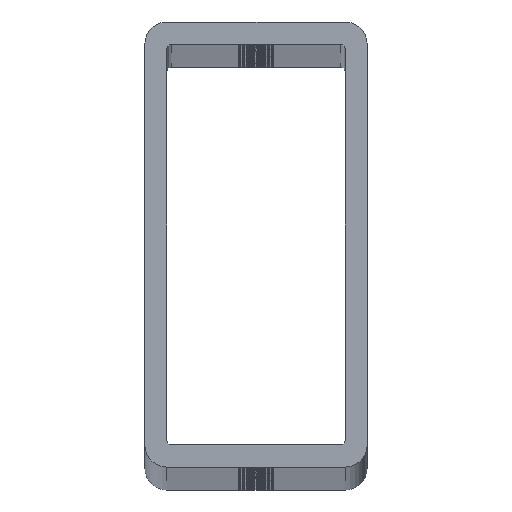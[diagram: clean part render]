
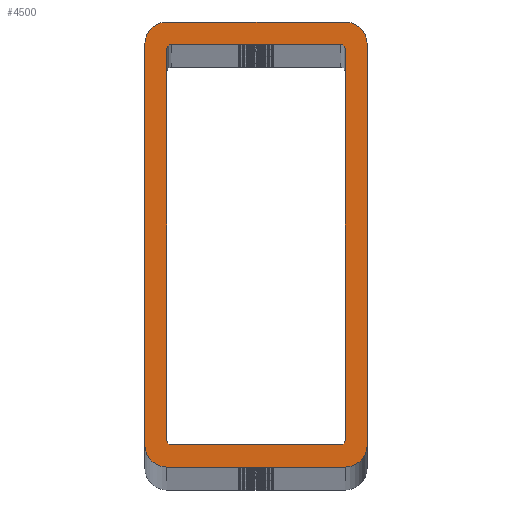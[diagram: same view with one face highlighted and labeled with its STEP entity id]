
A CAD part, top view. The second image highlights one B-rep face of the part: STEP entity #4500.
In plain terms, the highlighted planar face has unit normal (0, 0, 1).
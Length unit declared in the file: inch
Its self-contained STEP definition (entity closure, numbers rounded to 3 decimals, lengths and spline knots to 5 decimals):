
#56 = AXIS2_PLACEMENT_3D ( 'NONE', #4709, #6904, #9064 ) ;
#133 = CIRCLE ( 'NONE', #5154, 0.1 ) ;
#226 = LINE ( 'NONE', #9358, #7691 ) ;
#298 = AXIS2_PLACEMENT_3D ( 'NONE', #2477, #1823, #8216 ) ;
#316 = DIRECTION ( 'NONE',  ( -1., 0., 0. ) ) ;
#409 = EDGE_CURVE ( 'NONE', #2715, #6307, #3280, .T. ) ;
#455 = VERTEX_POINT ( 'NONE', #8772 ) ;
#504 = VERTEX_POINT ( 'NONE', #7427 ) ;
#616 = EDGE_LOOP ( 'NONE', ( #9299, #2050, #8958, #2658, #7289, #6024, #1316, #4478 ) ) ;
#689 = CARTESIAN_POINT ( 'NONE',  ( -0.4, 0.88031, 29.5 ) ) ;
#831 = EDGE_CURVE ( 'NONE', #3312, #9273, #3503, .T. ) ;
#833 = DIRECTION ( 'NONE',  ( 1., 0., 0. ) ) ;
#1010 = DIRECTION ( 'NONE',  ( 1., 0., 0. ) ) ;
#1055 = CARTESIAN_POINT ( 'NONE',  ( 0.5, -0.9, 29.5 ) ) ;
#1077 = CIRCLE ( 'NONE', #7681, 0.1 ) ;
#1243 = CIRCLE ( 'NONE', #3597, 0.01969 ) ;
#1282 = CARTESIAN_POINT ( 'NONE',  ( -0.4, -1., 29.5 ) ) ;
#1298 = CARTESIAN_POINT ( 'NONE',  ( -0.5, -0.9, 29.5 ) ) ;
#1304 = VERTEX_POINT ( 'NONE', #4124 ) ;
#1316 = ORIENTED_EDGE ( 'NONE', *, *, #6908, .F. ) ;
#1334 = AXIS2_PLACEMENT_3D ( 'NONE', #6257, #9099, #4127 ) ;
#1498 = EDGE_LOOP ( 'NONE', ( #3485, #7021, #6451, #5362, #2028, #4680, #8399, #6376 ) ) ;
#1566 = EDGE_CURVE ( 'NONE', #6498, #2655, #8283, .T. ) ;
#1630 = AXIS2_PLACEMENT_3D ( 'NONE', #8484, #4197, #4915 ) ;
#1744 = EDGE_CURVE ( 'NONE', #3312, #455, #3891, .T. ) ;
#1823 = DIRECTION ( 'NONE',  ( 0., 0., 1. ) ) ;
#2027 = VECTOR ( 'NONE', #4137, 39.37008 ) ;
#2028 = ORIENTED_EDGE ( 'NONE', *, *, #7858, .T. ) ;
#2029 = VECTOR ( 'NONE', #1010, 39.37008 ) ;
#2050 = ORIENTED_EDGE ( 'NONE', *, *, #2512, .T. ) ;
#2152 = VECTOR ( 'NONE', #6310, 39.37008 ) ;
#2220 = VERTEX_POINT ( 'NONE', #4616 ) ;
#2238 = EDGE_CURVE ( 'NONE', #1304, #8762, #9133, .T. ) ;
#2291 = VECTOR ( 'NONE', #2889, 39.37008 ) ;
#2477 = CARTESIAN_POINT ( 'NONE',  ( 0.4, -0.9, 29.5 ) ) ;
#2512 = EDGE_CURVE ( 'NONE', #504, #455, #8126, .T. ) ;
#2550 = VERTEX_POINT ( 'NONE', #1298 ) ;
#2654 = CARTESIAN_POINT ( 'NONE',  ( 0.4, -0.88031, 29.5 ) ) ;
#2655 = VERTEX_POINT ( 'NONE', #7213 ) ;
#2658 = ORIENTED_EDGE ( 'NONE', *, *, #831, .T. ) ;
#2677 = CARTESIAN_POINT ( 'NONE',  ( 0.4, -1., 29.5 ) ) ;
#2715 = VERTEX_POINT ( 'NONE', #689 ) ;
#2889 = DIRECTION ( 'NONE',  ( -1., 0., 0. ) ) ;
#3172 = CARTESIAN_POINT ( 'NONE',  ( 0.4, -0.9, 29.5 ) ) ;
#3184 = CIRCLE ( 'NONE', #5581, 0.1 ) ;
#3243 = DIRECTION ( 'NONE',  ( 0., 1., 0. ) ) ;
#3251 = EDGE_CURVE ( 'NONE', #8971, #9273, #5408, .T. ) ;
#3280 = CIRCLE ( 'NONE', #4189, 0.01969 ) ;
#3312 = VERTEX_POINT ( 'NONE', #2654 ) ;
#3474 = DIRECTION ( 'NONE',  ( -1., 0., 0. ) ) ;
#3485 = ORIENTED_EDGE ( 'NONE', *, *, #7161, .T. ) ;
#3503 = CIRCLE ( 'NONE', #1630, 0.01969 ) ;
#3597 = AXIS2_PLACEMENT_3D ( 'NONE', #3838, #3933, #5971 ) ;
#3654 = VECTOR ( 'NONE', #3243, 39.37008 ) ;
#3838 = CARTESIAN_POINT ( 'NONE',  ( -0.38031, -0.88031, 29.5 ) ) ;
#3840 = DIRECTION ( 'NONE',  ( 0., 0., 1. ) ) ;
#3891 = LINE ( 'NONE', #3172, #3654 ) ;
#3933 = DIRECTION ( 'NONE',  ( 0., 0., -1. ) ) ;
#4124 = CARTESIAN_POINT ( 'NONE',  ( -0.4, -1., 29.5 ) ) ;
#4127 = DIRECTION ( 'NONE',  ( 1., 0., 0. ) ) ;
#4131 = LINE ( 'NONE', #6221, #6593 ) ;
#4137 = DIRECTION ( 'NONE',  ( 0., -1., 0. ) ) ;
#4189 = AXIS2_PLACEMENT_3D ( 'NONE', #5977, #7365, #7402 ) ;
#4197 = DIRECTION ( 'NONE',  ( 0., 0., -1. ) ) ;
#4240 = VERTEX_POINT ( 'NONE', #7679 ) ;
#4297 = CARTESIAN_POINT ( 'NONE',  ( -0.4, 1., 29.5 ) ) ;
#4478 = ORIENTED_EDGE ( 'NONE', *, *, #409, .T. ) ;
#4500 = ADVANCED_FACE ( 'NONE', ( #5672, #5457 ), #6104, .T. ) ;
#4507 = CARTESIAN_POINT ( 'NONE',  ( 0.4, 0.9, 29.5 ) ) ;
#4616 = CARTESIAN_POINT ( 'NONE',  ( 0.5, 0.9, 29.5 ) ) ;
#4680 = ORIENTED_EDGE ( 'NONE', *, *, #9237, .T. ) ;
#4709 = CARTESIAN_POINT ( 'NONE',  ( -0.4, -0.9, 29.5 ) ) ;
#4915 = DIRECTION ( 'NONE',  ( 1., 0., 0. ) ) ;
#4973 = EDGE_CURVE ( 'NONE', #2220, #6498, #1077, .T. ) ;
#5000 = CARTESIAN_POINT ( 'NONE',  ( -0.38031, 0.9, 29.5 ) ) ;
#5154 = AXIS2_PLACEMENT_3D ( 'NONE', #8058, #3840, #833 ) ;
#5245 = DIRECTION ( 'NONE',  ( -1., 0., 0. ) ) ;
#5265 = CIRCLE ( 'NONE', #56, 0.1 ) ;
#5362 = ORIENTED_EDGE ( 'NONE', *, *, #1566, .T. ) ;
#5408 = LINE ( 'NONE', #8137, #2029 ) ;
#5457 = FACE_BOUND ( 'NONE', #616, .T. ) ;
#5571 = CARTESIAN_POINT ( 'NONE',  ( -0.4, 0.9, 29.5 ) ) ;
#5581 = AXIS2_PLACEMENT_3D ( 'NONE', #5571, #8525, #3474 ) ;
#5672 = FACE_OUTER_BOUND ( 'NONE', #1498, .T. ) ;
#5694 = EDGE_CURVE ( 'NONE', #2550, #1304, #5265, .T. ) ;
#5857 = VERTEX_POINT ( 'NONE', #9054 ) ;
#5971 = DIRECTION ( 'NONE',  ( 1., 0., 0. ) ) ;
#5977 = CARTESIAN_POINT ( 'NONE',  ( -0.38031, 0.88031, 29.5 ) ) ;
#6024 = ORIENTED_EDGE ( 'NONE', *, *, #8200, .T. ) ;
#6104 = PLANE ( 'NONE',  #298 ) ;
#6169 = CARTESIAN_POINT ( 'NONE',  ( 0.38031, -0.9, 29.5 ) ) ;
#6221 = CARTESIAN_POINT ( 'NONE',  ( -0.4, 0.9, 29.5 ) ) ;
#6257 = CARTESIAN_POINT ( 'NONE',  ( 0.38031, 0.88031, 29.5 ) ) ;
#6307 = VERTEX_POINT ( 'NONE', #5000 ) ;
#6310 = DIRECTION ( 'NONE',  ( 1., 0., 0. ) ) ;
#6376 = ORIENTED_EDGE ( 'NONE', *, *, #2238, .T. ) ;
#6381 = DIRECTION ( 'NONE',  ( 0., -1., 0. ) ) ;
#6451 = ORIENTED_EDGE ( 'NONE', *, *, #4973, .T. ) ;
#6498 = VERTEX_POINT ( 'NONE', #8880 ) ;
#6503 = CARTESIAN_POINT ( 'NONE',  ( -0.4, -0.9, 29.5 ) ) ;
#6593 = VECTOR ( 'NONE', #316, 39.37008 ) ;
#6655 = EDGE_CURVE ( 'NONE', #504, #6307, #4131, .T. ) ;
#6812 = LINE ( 'NONE', #6503, #7612 ) ;
#6904 = DIRECTION ( 'NONE',  ( 0., 0., 1. ) ) ;
#6908 = EDGE_CURVE ( 'NONE', #2715, #5857, #6812, .T. ) ;
#7021 = ORIENTED_EDGE ( 'NONE', *, *, #7975, .T. ) ;
#7161 = EDGE_CURVE ( 'NONE', #8762, #9090, #133, .T. ) ;
#7213 = CARTESIAN_POINT ( 'NONE',  ( -0.4, 1., 29.5 ) ) ;
#7289 = ORIENTED_EDGE ( 'NONE', *, *, #3251, .F. ) ;
#7365 = DIRECTION ( 'NONE',  ( 0., 0., -1. ) ) ;
#7402 = DIRECTION ( 'NONE',  ( 1., 0., 0. ) ) ;
#7427 = CARTESIAN_POINT ( 'NONE',  ( 0.38031, 0.9, 29.5 ) ) ;
#7440 = LINE ( 'NONE', #8389, #2027 ) ;
#7612 = VECTOR ( 'NONE', #6381, 39.37008 ) ;
#7679 = CARTESIAN_POINT ( 'NONE',  ( -0.5, 0.9, 29.5 ) ) ;
#7681 = AXIS2_PLACEMENT_3D ( 'NONE', #4507, #8824, #5245 ) ;
#7691 = VECTOR ( 'NONE', #9301, 39.37008 ) ;
#7858 = EDGE_CURVE ( 'NONE', #2655, #4240, #3184, .T. ) ;
#7975 = EDGE_CURVE ( 'NONE', #9090, #2220, #226, .T. ) ;
#8058 = CARTESIAN_POINT ( 'NONE',  ( 0.4, -0.9, 29.5 ) ) ;
#8089 = CARTESIAN_POINT ( 'NONE',  ( -0.38031, -0.9, 29.5 ) ) ;
#8126 = CIRCLE ( 'NONE', #1334, 0.01969 ) ;
#8137 = CARTESIAN_POINT ( 'NONE',  ( -0.4, -0.9, 29.5 ) ) ;
#8200 = EDGE_CURVE ( 'NONE', #8971, #5857, #1243, .T. ) ;
#8216 = DIRECTION ( 'NONE',  ( 1., 0., 0. ) ) ;
#8283 = LINE ( 'NONE', #4297, #2291 ) ;
#8389 = CARTESIAN_POINT ( 'NONE',  ( -0.5, -0.9, 29.5 ) ) ;
#8399 = ORIENTED_EDGE ( 'NONE', *, *, #5694, .T. ) ;
#8484 = CARTESIAN_POINT ( 'NONE',  ( 0.38031, -0.88031, 29.5 ) ) ;
#8525 = DIRECTION ( 'NONE',  ( 0., 0., 1. ) ) ;
#8762 = VERTEX_POINT ( 'NONE', #2677 ) ;
#8772 = CARTESIAN_POINT ( 'NONE',  ( 0.4, 0.88031, 29.5 ) ) ;
#8824 = DIRECTION ( 'NONE',  ( 0., 0., 1. ) ) ;
#8880 = CARTESIAN_POINT ( 'NONE',  ( 0.4, 1., 29.5 ) ) ;
#8958 = ORIENTED_EDGE ( 'NONE', *, *, #1744, .F. ) ;
#8971 = VERTEX_POINT ( 'NONE', #8089 ) ;
#9054 = CARTESIAN_POINT ( 'NONE',  ( -0.4, -0.88031, 29.5 ) ) ;
#9064 = DIRECTION ( 'NONE',  ( -1., 0., 0. ) ) ;
#9090 = VERTEX_POINT ( 'NONE', #1055 ) ;
#9099 = DIRECTION ( 'NONE',  ( 0., 0., -1. ) ) ;
#9133 = LINE ( 'NONE', #1282, #2152 ) ;
#9237 = EDGE_CURVE ( 'NONE', #4240, #2550, #7440, .T. ) ;
#9273 = VERTEX_POINT ( 'NONE', #6169 ) ;
#9299 = ORIENTED_EDGE ( 'NONE', *, *, #6655, .F. ) ;
#9301 = DIRECTION ( 'NONE',  ( 0., 1., 0. ) ) ;
#9358 = CARTESIAN_POINT ( 'NONE',  ( 0.5, -0.9, 29.5 ) ) ;
